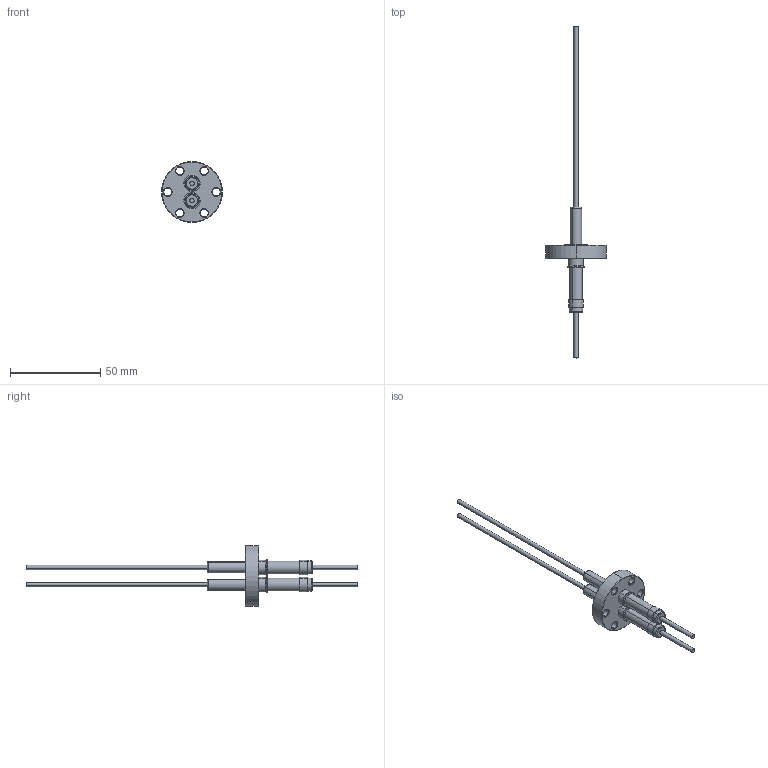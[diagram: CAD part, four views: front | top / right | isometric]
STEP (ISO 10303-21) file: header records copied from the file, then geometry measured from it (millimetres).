
FILE_DESCRIPTION (( 'STEP AP203' ), '1' );
FILE_NAME ('A0042-CF.STEP', '2019-10-22T12:23:36', ( '' ), ( '' ), 'SwSTEP 2.0', 'SolidWorks 2019', '' );
FILE_SCHEMA (( 'CONFIG_CONTROL_DESIGN' ));
Length unit declared in the file: inch
Products named in the file (1): A0042-CF
Bounding box: 33.78 x 184.15 x 33.78 mm (x, y, z)
Volume: 10606.6 mm3; surface area: 7580.6 mm2
Topology: 1 solids, 1 shells, 123 faces, 256 edges, 152 vertices
Faces by surface type: cylinder 58, cone 38, plane 19, torus 8
Entity records: 3385 total; most frequent: DIRECTION 664, CARTESIAN_POINT 532, ORIENTED_EDGE 512, AXIS2_PLACEMENT_3D 284, EDGE_CURVE 256, CIRCLE 160, EDGE_LOOP 152, VERTEX_POINT 152
